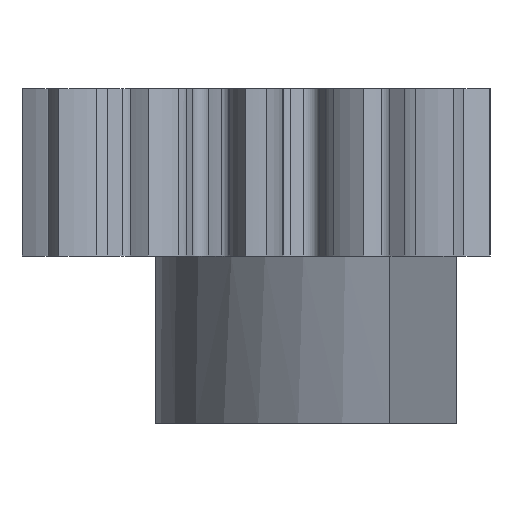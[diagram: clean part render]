
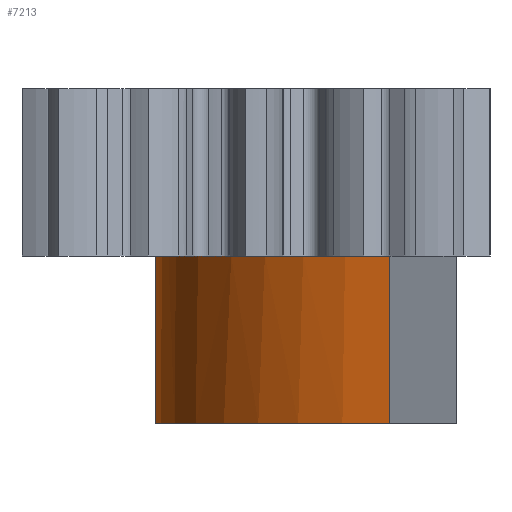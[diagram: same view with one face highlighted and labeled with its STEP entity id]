
A CAD part, front view. The second image highlights one B-rep face of the part: STEP entity #7213.
In plain terms, the highlighted cylindrical face has radius 9 mm (diameter 18 mm), a partial arc.
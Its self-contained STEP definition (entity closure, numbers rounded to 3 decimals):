
#72 = PLANE('',#73);
#73 = AXIS2_PLACEMENT_3D('',#74,#75,#76);
#74 = CARTESIAN_POINT('',(-0.943,-33.743,5.));
#75 = DIRECTION('',(0.,0.,-1.));
#76 = DIRECTION('',(-1.,0.,0.));
#129 = PLANE('',#130);
#130 = AXIS2_PLACEMENT_3D('',#131,#132,#133);
#131 = CARTESIAN_POINT('',(-0.943,-33.743,0.));
#132 = DIRECTION('',(0.,0.,-1.));
#133 = DIRECTION('',(-1.,0.,0.));
#2832 = VERTEX_POINT('',#2833);
#2833 = CARTESIAN_POINT('',(-6.74,-27.964,0.));
#2848 = CYLINDRICAL_SURFACE('',#2849,0.375);
#2849 = AXIS2_PLACEMENT_3D('',#2850,#2851,#2852);
#2850 = CARTESIAN_POINT('',(-7.114,-27.997,0.));
#2851 = DIRECTION('',(0.,0.,-1.));
#2852 = DIRECTION('',(0.989,0.145,0.));
#2860 = EDGE_CURVE('',#2861,#2832,#2863,.T.);
#2861 = VERTEX_POINT('',#2862);
#2862 = CARTESIAN_POINT('',(-2.,-30.775,0.));
#2863 = SURFACE_CURVE('',#2864,(#2869,#2876),.PCURVE_S1.);
#2864 = CIRCLE('',#2865,9.);
#2865 = AXIS2_PLACEMENT_3D('',#2866,#2867,#2868);
#2866 = CARTESIAN_POINT('',(0.,-22.,0.));
#2867 = DIRECTION('',(0.,0.,-1.));
#2868 = DIRECTION('',(1.,0.,0.));
#2869 = PCURVE('',#129,#2870);
#2870 = DEFINITIONAL_REPRESENTATION('',(#2871),#2875);
#2871 = CIRCLE('',#2872,9.);
#2872 = AXIS2_PLACEMENT_2D('',#2873,#2874);
#2873 = CARTESIAN_POINT('',(-0.943,11.743));
#2874 = DIRECTION('',(-1.,0.));
#2875 = ( GEOMETRIC_REPRESENTATION_CONTEXT(2) 
PARAMETRIC_REPRESENTATION_CONTEXT() REPRESENTATION_CONTEXT('2D SPACE',''
  ) );
#2876 = PCURVE('',#2877,#2882);
#2877 = CYLINDRICAL_SURFACE('',#2878,9.);
#2878 = AXIS2_PLACEMENT_3D('',#2879,#2880,#2881);
#2879 = CARTESIAN_POINT('',(0.,-22.,-5.));
#2880 = DIRECTION('',(-0.,-0.,-1.));
#2881 = DIRECTION('',(1.,0.,0.));
#2882 = DEFINITIONAL_REPRESENTATION('',(#2883),#2887);
#2883 = LINE('',#2884,#2885);
#2884 = CARTESIAN_POINT('',(-6.283,-5.));
#2885 = VECTOR('',#2886,1.);
#2886 = DIRECTION('',(1.,-0.));
#2887 = ( GEOMETRIC_REPRESENTATION_CONTEXT(2) 
PARAMETRIC_REPRESENTATION_CONTEXT() REPRESENTATION_CONTEXT('2D SPACE',''
  ) );
#2904 = PLANE('',#2905);
#2905 = AXIS2_PLACEMENT_3D('',#2906,#2907,#2908);
#2906 = CARTESIAN_POINT('',(-2.,-26.583,-5.));
#2907 = DIRECTION('',(1.,0.,0.));
#2908 = DIRECTION('',(0.,-1.,0.));
#4079 = VERTEX_POINT('',#4080);
#4080 = CARTESIAN_POINT('',(-8.585,-19.3,5.));
#4094 = PLANE('',#4095);
#4095 = AXIS2_PLACEMENT_3D('',#4096,#4097,#4098);
#4096 = CARTESIAN_POINT('',(0.,8.,-5.));
#4097 = DIRECTION('',(0.954,-0.3,0.));
#4098 = DIRECTION('',(-0.3,-0.954,0.));
#4106 = EDGE_CURVE('',#4079,#4107,#4109,.T.);
#4107 = VERTEX_POINT('',#4108);
#4108 = CARTESIAN_POINT('',(-6.74,-27.964,5.));
#4109 = SURFACE_CURVE('',#4110,(#4115,#4126),.PCURVE_S1.);
#4110 = CIRCLE('',#4111,9.);
#4111 = AXIS2_PLACEMENT_3D('',#4112,#4113,#4114);
#4112 = CARTESIAN_POINT('',(0.,-22.,5.));
#4113 = DIRECTION('',(0.,0.,1.));
#4114 = DIRECTION('',(1.,0.,0.));
#4115 = PCURVE('',#72,#4116);
#4116 = DEFINITIONAL_REPRESENTATION('',(#4117),#4125);
#4117 = ( BOUNDED_CURVE() B_SPLINE_CURVE(2,(#4118,#4119,#4120,#4121,
#4122,#4123,#4124),.UNSPECIFIED.,.T.,.F.) B_SPLINE_CURVE_WITH_KNOTS((1,2
    ,2,2,2,1),(-2.094,0.,2.094,4.189,
6.283,8.378),.UNSPECIFIED.) CURVE() 
GEOMETRIC_REPRESENTATION_ITEM() RATIONAL_B_SPLINE_CURVE((1.,0.5,1.,0.5,
1.,0.5,1.)) REPRESENTATION_ITEM('') );
#4118 = CARTESIAN_POINT('',(-9.943,11.743));
#4119 = CARTESIAN_POINT('',(-9.943,27.331));
#4120 = CARTESIAN_POINT('',(3.557,19.537));
#4121 = CARTESIAN_POINT('',(17.057,11.743));
#4122 = CARTESIAN_POINT('',(3.557,3.948));
#4123 = CARTESIAN_POINT('',(-9.943,-3.846));
#4124 = CARTESIAN_POINT('',(-9.943,11.743));
#4125 = ( GEOMETRIC_REPRESENTATION_CONTEXT(2) 
PARAMETRIC_REPRESENTATION_CONTEXT() REPRESENTATION_CONTEXT('2D SPACE',''
  ) );
#4126 = PCURVE('',#2877,#4127);
#4127 = DEFINITIONAL_REPRESENTATION('',(#4128),#4132);
#4128 = LINE('',#4129,#4130);
#4129 = CARTESIAN_POINT('',(-0.,-10.));
#4130 = VECTOR('',#4131,1.);
#4131 = DIRECTION('',(-1.,0.));
#4132 = ( GEOMETRIC_REPRESENTATION_CONTEXT(2) 
PARAMETRIC_REPRESENTATION_CONTEXT() REPRESENTATION_CONTEXT('2D SPACE',''
  ) );
#7115 = VERTEX_POINT('',#7116);
#7116 = CARTESIAN_POINT('',(-2.,-30.775,-5.));
#7130 = PLANE('',#7131);
#7131 = AXIS2_PLACEMENT_3D('',#7132,#7133,#7134);
#7132 = CARTESIAN_POINT('',(-4.841,-20.75,-5.));
#7133 = DIRECTION('',(0.,0.,-1.));
#7134 = DIRECTION('',(-1.,0.,0.));
#7166 = EDGE_CURVE('',#7115,#2861,#7167,.T.);
#7167 = SURFACE_CURVE('',#7168,(#7172,#7179),.PCURVE_S1.);
#7168 = LINE('',#7169,#7170);
#7169 = CARTESIAN_POINT('',(-2.,-30.775,-5.));
#7170 = VECTOR('',#7171,1.);
#7171 = DIRECTION('',(0.,0.,1.));
#7172 = PCURVE('',#2904,#7173);
#7173 = DEFINITIONAL_REPRESENTATION('',(#7174),#7178);
#7174 = LINE('',#7175,#7176);
#7175 = CARTESIAN_POINT('',(4.192,0.));
#7176 = VECTOR('',#7177,1.);
#7177 = DIRECTION('',(0.,-1.));
#7178 = ( GEOMETRIC_REPRESENTATION_CONTEXT(2) 
PARAMETRIC_REPRESENTATION_CONTEXT() REPRESENTATION_CONTEXT('2D SPACE',''
  ) );
#7179 = PCURVE('',#2877,#7180);
#7180 = DEFINITIONAL_REPRESENTATION('',(#7181),#7185);
#7181 = LINE('',#7182,#7183);
#7182 = CARTESIAN_POINT('',(-4.488,0.));
#7183 = VECTOR('',#7184,1.);
#7184 = DIRECTION('',(-0.,-1.));
#7185 = ( GEOMETRIC_REPRESENTATION_CONTEXT(2) 
PARAMETRIC_REPRESENTATION_CONTEXT() REPRESENTATION_CONTEXT('2D SPACE',''
  ) );
#7213 = ADVANCED_FACE('',(#7214),#2877,.T.);
#7214 = FACE_BOUND('',#7215,.F.);
#7215 = EDGE_LOOP('',(#7216,#7244,#7265,#7266,#7285,#7286));
#7216 = ORIENTED_EDGE('',*,*,#7217,.F.);
#7217 = EDGE_CURVE('',#7218,#7115,#7220,.T.);
#7218 = VERTEX_POINT('',#7219);
#7219 = CARTESIAN_POINT('',(-8.585,-19.3,-5.));
#7220 = SURFACE_CURVE('',#7221,(#7226,#7233),.PCURVE_S1.);
#7221 = CIRCLE('',#7222,9.);
#7222 = AXIS2_PLACEMENT_3D('',#7223,#7224,#7225);
#7223 = CARTESIAN_POINT('',(0.,-22.,-5.));
#7224 = DIRECTION('',(0.,0.,1.));
#7225 = DIRECTION('',(1.,0.,0.));
#7226 = PCURVE('',#2877,#7227);
#7227 = DEFINITIONAL_REPRESENTATION('',(#7228),#7232);
#7228 = LINE('',#7229,#7230);
#7229 = CARTESIAN_POINT('',(-0.,0.));
#7230 = VECTOR('',#7231,1.);
#7231 = DIRECTION('',(-1.,0.));
#7232 = ( GEOMETRIC_REPRESENTATION_CONTEXT(2) 
PARAMETRIC_REPRESENTATION_CONTEXT() REPRESENTATION_CONTEXT('2D SPACE',''
  ) );
#7233 = PCURVE('',#7130,#7234);
#7234 = DEFINITIONAL_REPRESENTATION('',(#7235),#7243);
#7235 = ( BOUNDED_CURVE() B_SPLINE_CURVE(2,(#7236,#7237,#7238,#7239,
#7240,#7241,#7242),.UNSPECIFIED.,.F.,.F.) B_SPLINE_CURVE_WITH_KNOTS((1,2
    ,2,2,2,1),(-2.094,0.,2.094,4.189,
6.283,8.378),.UNSPECIFIED.) CURVE() 
GEOMETRIC_REPRESENTATION_ITEM() RATIONAL_B_SPLINE_CURVE((1.,0.5,1.,0.5,
1.,0.5,1.)) REPRESENTATION_ITEM('') );
#7236 = CARTESIAN_POINT('',(-13.841,-1.25));
#7237 = CARTESIAN_POINT('',(-13.841,14.338));
#7238 = CARTESIAN_POINT('',(-0.341,6.544));
#7239 = CARTESIAN_POINT('',(13.159,-1.25));
#7240 = CARTESIAN_POINT('',(-0.341,-9.044));
#7241 = CARTESIAN_POINT('',(-13.841,-16.838));
#7242 = CARTESIAN_POINT('',(-13.841,-1.25));
#7243 = ( GEOMETRIC_REPRESENTATION_CONTEXT(2) 
PARAMETRIC_REPRESENTATION_CONTEXT() REPRESENTATION_CONTEXT('2D SPACE',''
  ) );
#7244 = ORIENTED_EDGE('',*,*,#7245,.T.);
#7245 = EDGE_CURVE('',#7218,#4079,#7246,.T.);
#7246 = SURFACE_CURVE('',#7247,(#7251,#7258),.PCURVE_S1.);
#7247 = LINE('',#7248,#7249);
#7248 = CARTESIAN_POINT('',(-8.585,-19.3,-5.));
#7249 = VECTOR('',#7250,1.);
#7250 = DIRECTION('',(0.,0.,1.));
#7251 = PCURVE('',#2877,#7252);
#7252 = DEFINITIONAL_REPRESENTATION('',(#7253),#7257);
#7253 = LINE('',#7254,#7255);
#7254 = CARTESIAN_POINT('',(-2.837,0.));
#7255 = VECTOR('',#7256,1.);
#7256 = DIRECTION('',(-0.,-1.));
#7257 = ( GEOMETRIC_REPRESENTATION_CONTEXT(2) 
PARAMETRIC_REPRESENTATION_CONTEXT() REPRESENTATION_CONTEXT('2D SPACE',''
  ) );
#7258 = PCURVE('',#4094,#7259);
#7259 = DEFINITIONAL_REPRESENTATION('',(#7260),#7264);
#7260 = LINE('',#7261,#7262);
#7261 = CARTESIAN_POINT('',(28.618,-0.));
#7262 = VECTOR('',#7263,1.);
#7263 = DIRECTION('',(0.,-1.));
#7264 = ( GEOMETRIC_REPRESENTATION_CONTEXT(2) 
PARAMETRIC_REPRESENTATION_CONTEXT() REPRESENTATION_CONTEXT('2D SPACE',''
  ) );
#7265 = ORIENTED_EDGE('',*,*,#4106,.T.);
#7266 = ORIENTED_EDGE('',*,*,#7267,.T.);
#7267 = EDGE_CURVE('',#4107,#2832,#7268,.T.);
#7268 = SURFACE_CURVE('',#7269,(#7273,#7279),.PCURVE_S1.);
#7269 = LINE('',#7270,#7271);
#7270 = CARTESIAN_POINT('',(-6.74,-27.964,-5.));
#7271 = VECTOR('',#7272,1.);
#7272 = DIRECTION('',(-0.,-0.,-1.));
#7273 = PCURVE('',#2877,#7274);
#7274 = DEFINITIONAL_REPRESENTATION('',(#7275),#7278);
#7275 = B_SPLINE_CURVE_WITH_KNOTS('',1,(#7276,#7277),.UNSPECIFIED.,.F.,
  .F.,(2,2),(-10.,-5.),.PIECEWISE_BEZIER_KNOTS.);
#7276 = CARTESIAN_POINT('',(-3.866,-10.));
#7277 = CARTESIAN_POINT('',(-3.866,-5.));
#7278 = ( GEOMETRIC_REPRESENTATION_CONTEXT(2) 
PARAMETRIC_REPRESENTATION_CONTEXT() REPRESENTATION_CONTEXT('2D SPACE',''
  ) );
#7279 = PCURVE('',#2848,#7280);
#7280 = DEFINITIONAL_REPRESENTATION('',(#7281),#7284);
#7281 = B_SPLINE_CURVE_WITH_KNOTS('',1,(#7282,#7283),.UNSPECIFIED.,.F.,
  .F.,(2,2),(-10.,-5.),.PIECEWISE_BEZIER_KNOTS.);
#7282 = CARTESIAN_POINT('',(0.057,-5.));
#7283 = CARTESIAN_POINT('',(0.057,0.));
#7284 = ( GEOMETRIC_REPRESENTATION_CONTEXT(2) 
PARAMETRIC_REPRESENTATION_CONTEXT() REPRESENTATION_CONTEXT('2D SPACE',''
  ) );
#7285 = ORIENTED_EDGE('',*,*,#2860,.F.);
#7286 = ORIENTED_EDGE('',*,*,#7166,.F.);
